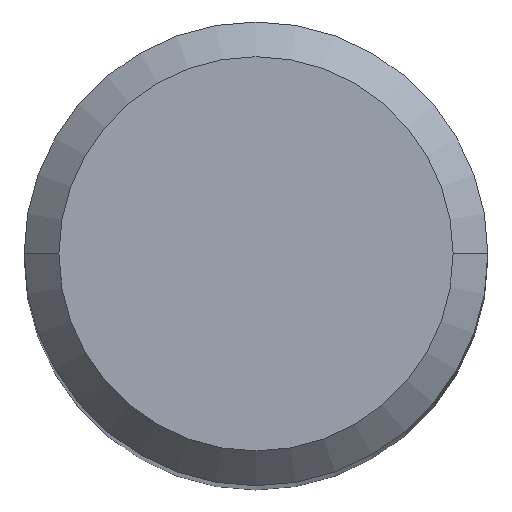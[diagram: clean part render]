
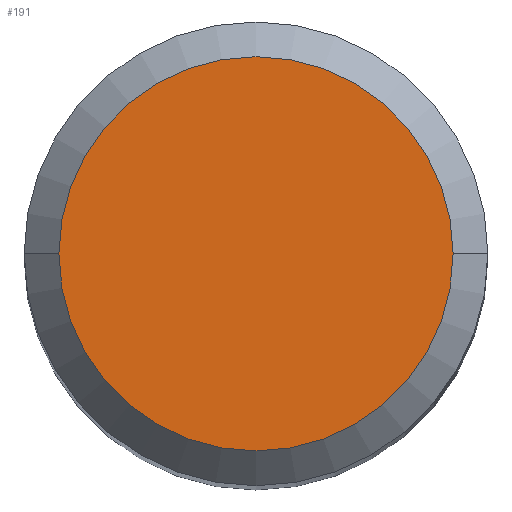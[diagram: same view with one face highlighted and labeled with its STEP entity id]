
A CAD part, top view. The second image highlights one B-rep face of the part: STEP entity #191.
In plain terms, the highlighted planar face has unit normal (0, 0, 1).
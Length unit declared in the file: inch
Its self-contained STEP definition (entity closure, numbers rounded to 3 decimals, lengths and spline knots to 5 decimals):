
#6 = CARTESIAN_POINT ( 'NONE',  ( 0.13387, 0., 0. ) ) ;
#53 = ORIENTED_EDGE ( 'NONE', *, *, #114, .T. ) ;
#65 = ORIENTED_EDGE ( 'NONE', *, *, #377, .T. ) ;
#100 = FACE_OUTER_BOUND ( 'NONE', #444, .T. ) ;
#106 = CARTESIAN_POINT ( 'NONE',  ( 0., 0., 0. ) ) ;
#113 = DIRECTION ( 'NONE',  ( 0., 0., 1. ) ) ;
#114 = EDGE_CURVE ( 'NONE', #181, #311, #297, .T. ) ;
#115 = CARTESIAN_POINT ( 'NONE',  ( 0., 0., 0. ) ) ;
#121 = DIRECTION ( 'NONE',  ( 0., 0., 1. ) ) ;
#175 = AXIS2_PLACEMENT_3D ( 'NONE', #395, #121, #353 ) ;
#176 = PLANE ( 'NONE',  #425 ) ;
#181 = VERTEX_POINT ( 'NONE', #286 ) ;
#187 = DIRECTION ( 'NONE',  ( -1., 0., 0. ) ) ;
#191 = ADVANCED_FACE ( 'NONE', ( #100 ), #176, .F. ) ;
#193 = DIRECTION ( 'NONE',  ( 1., 0., 0. ) ) ;
#286 = CARTESIAN_POINT ( 'NONE',  ( -0.13387, 0., 0. ) ) ;
#297 = CIRCLE ( 'NONE', #175, 0.13387 ) ;
#299 = AXIS2_PLACEMENT_3D ( 'NONE', #115, #113, #193 ) ;
#311 = VERTEX_POINT ( 'NONE', #6 ) ;
#332 = DIRECTION ( 'NONE',  ( 0., 0., -1. ) ) ;
#350 = CIRCLE ( 'NONE', #299, 0.13387 ) ;
#353 = DIRECTION ( 'NONE',  ( 1., 0., 0. ) ) ;
#377 = EDGE_CURVE ( 'NONE', #311, #181, #350, .T. ) ;
#395 = CARTESIAN_POINT ( 'NONE',  ( 0., 0., 0. ) ) ;
#425 = AXIS2_PLACEMENT_3D ( 'NONE', #106, #332, #187 ) ;
#444 = EDGE_LOOP ( 'NONE', ( #53, #65 ) ) ;
